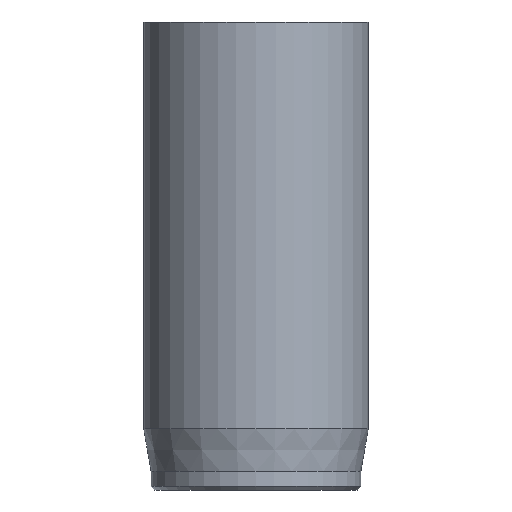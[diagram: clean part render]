
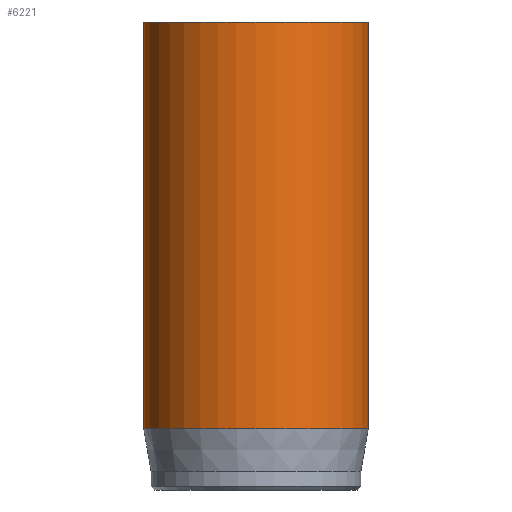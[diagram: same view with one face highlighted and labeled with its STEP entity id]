
A CAD part, front view. The second image highlights one B-rep face of the part: STEP entity #6221.
In plain terms, the highlighted cylindrical face has radius 6 mm (diameter 12 mm), a full revolution.
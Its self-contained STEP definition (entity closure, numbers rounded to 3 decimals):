
#32=CYLINDRICAL_SURFACE('',#6456,6.);
#47=CIRCLE('',#6423,6.);
#63=CIRCLE('',#6454,6.);
#64=CIRCLE('',#6455,6.);
#510=FACE_OUTER_BOUND('',#875,.T.);
#875=EDGE_LOOP('',(#5426,#5427,#5428,#5429,#5430));
#1340=LINE('',#11332,#1821);
#1821=VECTOR('',#7157,6.);
#2819=VERTEX_POINT('',#11271);
#2835=VERTEX_POINT('',#11326);
#2836=VERTEX_POINT('',#11327);
#3691=EDGE_CURVE('',#2819,#2819,#47,.T.);
#3715=EDGE_CURVE('',#2835,#2836,#63,.T.);
#3716=EDGE_CURVE('',#2836,#2835,#64,.T.);
#3718=EDGE_CURVE('',#2819,#2835,#1340,.T.);
#5426=ORIENTED_EDGE('',*,*,#3691,.T.);
#5427=ORIENTED_EDGE('',*,*,#3718,.T.);
#5428=ORIENTED_EDGE('',*,*,#3715,.T.);
#5429=ORIENTED_EDGE('',*,*,#3716,.T.);
#5430=ORIENTED_EDGE('',*,*,#3718,.F.);
#6221=ADVANCED_FACE('',(#510),#32,.T.);
#6423=AXIS2_PLACEMENT_3D('',#11272,#7080,#7081);
#6454=AXIS2_PLACEMENT_3D('',#11328,#7150,#7151);
#6455=AXIS2_PLACEMENT_3D('',#11329,#7152,#7153);
#6456=AXIS2_PLACEMENT_3D('',#11331,#7155,#7156);
#7080=DIRECTION('center_axis',(0.,0.,-1.));
#7081=DIRECTION('ref_axis',(-1.,0.,0.));
#7150=DIRECTION('center_axis',(0.,0.,1.));
#7151=DIRECTION('ref_axis',(-1.,0.,0.));
#7152=DIRECTION('center_axis',(0.,0.,1.));
#7153=DIRECTION('ref_axis',(-1.,0.,0.));
#7155=DIRECTION('center_axis',(0.,0.,1.));
#7156=DIRECTION('ref_axis',(-1.,0.,0.));
#7157=DIRECTION('',(0.,0.,-1.));
#11271=CARTESIAN_POINT('',(6.,0.,25.));
#11272=CARTESIAN_POINT('Origin',(0.,0.,25.));
#11326=CARTESIAN_POINT('',(6.,0.,3.269));
#11327=CARTESIAN_POINT('',(-6.,0.,3.269));
#11328=CARTESIAN_POINT('Origin',(0.,0.,3.269));
#11329=CARTESIAN_POINT('Origin',(0.,0.,3.269));
#11331=CARTESIAN_POINT('Origin',(0.,0.,0.));
#11332=CARTESIAN_POINT('',(6.,0.,0.));
